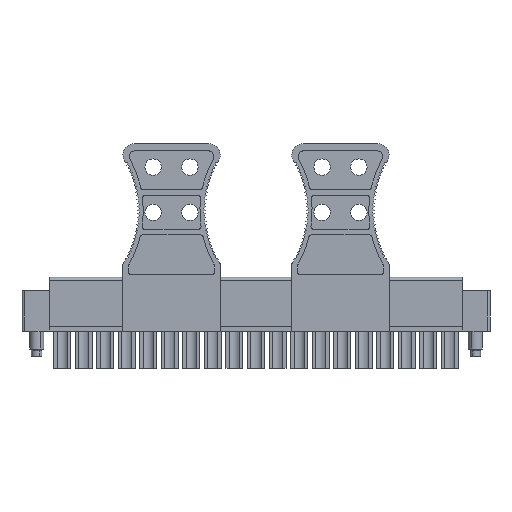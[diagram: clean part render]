
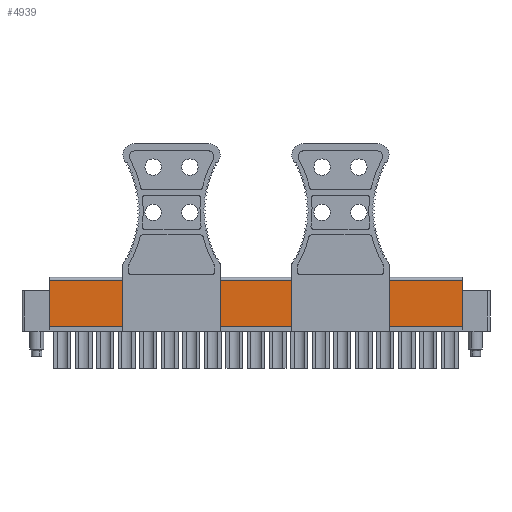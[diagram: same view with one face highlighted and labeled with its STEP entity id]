
A CAD part, front view. The second image highlights one B-rep face of the part: STEP entity #4939.
In plain terms, the highlighted planar face has unit normal (0, -1, 0).
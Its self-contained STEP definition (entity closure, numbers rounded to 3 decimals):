
#4903=AXIS2_PLACEMENT_3D('Plane Axis2P3D',#4900,#4901,#4902) ;
#4900=CARTESIAN_POINT('Axis2P3D Location',(4.8,1.1,6.6)) ;
#4905=CARTESIAN_POINT('Line Origine',(4.8,1.1,11.5)) ;
#4909=CARTESIAN_POINT('Vertex',(4.8,1.1,7.4)) ;
#4911=CARTESIAN_POINT('Vertex',(4.8,1.1,15.6)) ;
#4914=CARTESIAN_POINT('Line Origine',(41.39,1.1,7.4)) ;
#4918=CARTESIAN_POINT('Vertex',(77.98,1.1,7.4)) ;
#4921=CARTESIAN_POINT('Line Origine',(77.98,1.1,11.5)) ;
#4925=CARTESIAN_POINT('Vertex',(77.98,1.1,15.6)) ;
#4928=CARTESIAN_POINT('Line Origine',(41.39,1.1,15.6)) ;
#4901=DIRECTION('Axis2P3D Direction',(0.,1.,0.)) ;
#4902=DIRECTION('Axis2P3D XDirection',(0.,0.,1.)) ;
#4906=DIRECTION('Vector Direction',(0.,0.,1.)) ;
#4915=DIRECTION('Vector Direction',(1.,0.,0.)) ;
#4922=DIRECTION('Vector Direction',(0.,0.,1.)) ;
#4929=DIRECTION('Vector Direction',(1.,0.,0.)) ;
#4907=VECTOR('Line Direction',#4906,1.) ;
#4916=VECTOR('Line Direction',#4915,1.) ;
#4923=VECTOR('Line Direction',#4922,1.) ;
#4930=VECTOR('Line Direction',#4929,1.) ;
#4934=ORIENTED_EDGE('',*,*,#4913,.F.) ;
#4935=ORIENTED_EDGE('',*,*,#4920,.T.) ;
#4936=ORIENTED_EDGE('',*,*,#4927,.T.) ;
#4937=ORIENTED_EDGE('',*,*,#4932,.F.) ;
#4939=ADVANCED_FACE('HOUSING',(#4938),#4904,.F.) ;
#4913=EDGE_CURVE('',#4910,#4912,#4908,.T.) ;
#4920=EDGE_CURVE('',#4910,#4919,#4917,.T.) ;
#4927=EDGE_CURVE('',#4919,#4926,#4924,.T.) ;
#4932=EDGE_CURVE('',#4912,#4926,#4931,.T.) ;
#4933=EDGE_LOOP('',(#4934,#4935,#4936,#4937)) ;
#4938=FACE_OUTER_BOUND('',#4933,.T.) ;
#4908=LINE('Line',#4905,#4907) ;
#4917=LINE('Line',#4914,#4916) ;
#4924=LINE('Line',#4921,#4923) ;
#4931=LINE('Line',#4928,#4930) ;
#4904=PLANE('',#4903) ;
#4910=VERTEX_POINT('',#4909) ;
#4912=VERTEX_POINT('',#4911) ;
#4919=VERTEX_POINT('',#4918) ;
#4926=VERTEX_POINT('',#4925) ;
